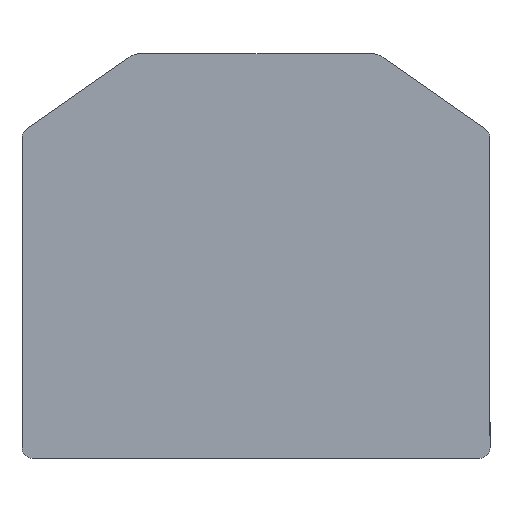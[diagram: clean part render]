
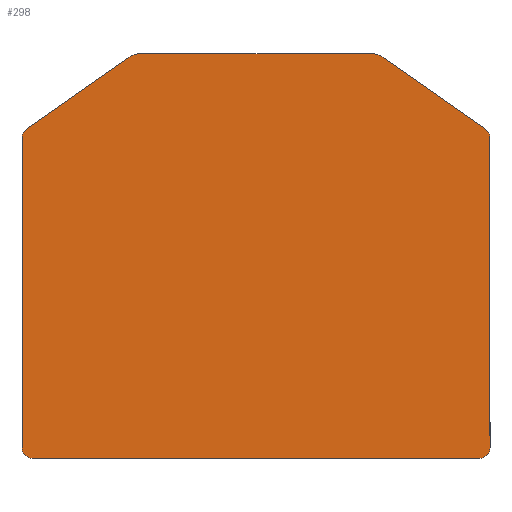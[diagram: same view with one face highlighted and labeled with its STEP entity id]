
A CAD part, top view. The second image highlights one B-rep face of the part: STEP entity #298.
In plain terms, the highlighted planar face has unit normal (0, 0, 1).
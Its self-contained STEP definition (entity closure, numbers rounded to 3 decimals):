
#16 = DIRECTION ( 'NONE',  ( 1., 0., 0. ) ) ;
#18 = EDGE_CURVE ( 'NONE', #433, #116, #64, .T. ) ;
#38 = CARTESIAN_POINT ( 'NONE',  ( -21.35, 0., 1.4 ) ) ;
#45 = VECTOR ( 'NONE', #317, 1000. ) ;
#47 = DIRECTION ( 'NONE',  ( -1., 0., 0. ) ) ;
#50 = LINE ( 'NONE', #38, #261 ) ;
#53 = DIRECTION ( 'NONE',  ( 0., 0., -1. ) ) ;
#54 = VERTEX_POINT ( 'NONE', #432 ) ;
#57 = VECTOR ( 'NONE', #268, 1000. ) ;
#58 = CARTESIAN_POINT ( 'NONE',  ( 21.35, 30.621, 1.4 ) ) ;
#59 = VERTEX_POINT ( 'NONE', #420 ) ;
#60 = CARTESIAN_POINT ( 'NONE',  ( 21.924, 31.44, 1.4 ) ) ;
#62 = CIRCLE ( 'NONE', #414, 1. ) ;
#64 = LINE ( 'NONE', #416, #81 ) ;
#65 = AXIS2_PLACEMENT_3D ( 'NONE', #85, #82, #68 ) ;
#68 = DIRECTION ( 'NONE',  ( -1., 0., 0. ) ) ;
#71 = CIRCLE ( 'NONE', #65, 1. ) ;
#72 = CIRCLE ( 'NONE', #156, 1. ) ;
#81 = VECTOR ( 'NONE', #419, 1000. ) ;
#82 = DIRECTION ( 'NONE',  ( 0., 0., -1. ) ) ;
#85 = CARTESIAN_POINT ( 'NONE',  ( -21.35, 1., 1.4 ) ) ;
#86 = AXIS2_PLACEMENT_3D ( 'NONE', #310, #304, #299 ) ;
#87 = AXIS2_PLACEMENT_3D ( 'NONE', #341, #338, #337 ) ;
#89 = ORIENTED_EDGE ( 'NONE', *, *, #332, .T. ) ;
#91 = EDGE_CURVE ( 'NONE', #398, #59, #121, .T. ) ;
#94 = FACE_OUTER_BOUND ( 'NONE', #445, .T. ) ;
#96 = ORIENTED_EDGE ( 'NONE', *, *, #91, .T. ) ;
#103 = EDGE_CURVE ( 'NONE', #398, #54, #471, .T. ) ;
#106 = ORIENTED_EDGE ( 'NONE', *, *, #259, .T. ) ;
#108 = EDGE_CURVE ( 'NONE', #131, #138, #401, .T. ) ;
#110 = VERTEX_POINT ( 'NONE', #329 ) ;
#112 = VERTEX_POINT ( 'NONE', #360 ) ;
#116 = VERTEX_POINT ( 'NONE', #319 ) ;
#118 = VERTEX_POINT ( 'NONE', #276 ) ;
#121 = LINE ( 'NONE', #426, #186 ) ;
#131 = VERTEX_POINT ( 'NONE', #218 ) ;
#132 = VERTEX_POINT ( 'NONE', #321 ) ;
#137 = EDGE_CURVE ( 'NONE', #433, #59, #72, .T. ) ;
#138 = VERTEX_POINT ( 'NONE', #196 ) ;
#156 = AXIS2_PLACEMENT_3D ( 'NONE', #195, #194, #191 ) ;
#173 = ORIENTED_EDGE ( 'NONE', *, *, #137, .F. ) ;
#186 = VECTOR ( 'NONE', #409, 1000. ) ;
#191 = DIRECTION ( 'NONE',  ( -1., 0., 0. ) ) ;
#193 = EDGE_CURVE ( 'NONE', #112, #116, #71, .T. ) ;
#194 = DIRECTION ( 'NONE',  ( 0., 0., -1. ) ) ;
#195 = CARTESIAN_POINT ( 'NONE',  ( -21.35, 30.621, 1.4 ) ) ;
#196 = CARTESIAN_POINT ( 'NONE',  ( 11.009, 38.641, 1.4 ) ) ;
#197 = ORIENTED_EDGE ( 'NONE', *, *, #465, .F. ) ;
#199 = EDGE_CURVE ( 'NONE', #231, #118, #263, .T. ) ;
#200 = ORIENTED_EDGE ( 'NONE', *, *, #193, .F. ) ;
#203 = ORIENTED_EDGE ( 'NONE', *, *, #473, .T. ) ;
#218 = CARTESIAN_POINT ( 'NONE',  ( 12.156, 38.279, 1.4 ) ) ;
#231 = VERTEX_POINT ( 'NONE', #60 ) ;
#238 = AXIS2_PLACEMENT_3D ( 'NONE', #58, #53, #47 ) ;
#250 = DIRECTION ( 'NONE',  ( -1., 0., 0. ) ) ;
#251 = DIRECTION ( 'NONE',  ( 0., 0., -1. ) ) ;
#252 = CARTESIAN_POINT ( 'NONE',  ( 21.35, 1., 1.4 ) ) ;
#255 = DIRECTION ( 'NONE',  ( 0., 1., 0. ) ) ;
#256 = CARTESIAN_POINT ( 'NONE',  ( 22.35, 1., 1.4 ) ) ;
#259 = EDGE_CURVE ( 'NONE', #112, #132, #50, .T. ) ;
#261 = VECTOR ( 'NONE', #16, 1000. ) ;
#263 = CIRCLE ( 'NONE', #238, 1. ) ;
#264 = CARTESIAN_POINT ( 'NONE',  ( 11.009, 38.641, 1.4 ) ) ;
#265 = ORIENTED_EDGE ( 'NONE', *, *, #18, .T. ) ;
#268 = DIRECTION ( 'NONE',  ( -1., 0., 0. ) ) ;
#276 = CARTESIAN_POINT ( 'NONE',  ( 22.35, 30.621, 1.4 ) ) ;
#277 = CARTESIAN_POINT ( 'NONE',  ( -22.35, 30.621, 1.4 ) ) ;
#298 = ADVANCED_FACE ( 'NONE', ( #94 ), #351, .T. ) ;
#299 = DIRECTION ( 'NONE',  ( -1., 0., 0. ) ) ;
#304 = DIRECTION ( 'NONE',  ( 0., 0., 1. ) ) ;
#310 = CARTESIAN_POINT ( 'NONE',  ( 11.009, 36.641, 1.4 ) ) ;
#315 = CARTESIAN_POINT ( 'NONE',  ( -12.156, 38.279, 1.4 ) ) ;
#316 = CARTESIAN_POINT ( 'NONE',  ( 21.924, 31.44, 1.4 ) ) ;
#317 = DIRECTION ( 'NONE',  ( -0.819, 0.574, 0. ) ) ;
#319 = CARTESIAN_POINT ( 'NONE',  ( -22.35, 1., 1.4 ) ) ;
#321 = CARTESIAN_POINT ( 'NONE',  ( 21.35, 0., 1.4 ) ) ;
#329 = CARTESIAN_POINT ( 'NONE',  ( 22.35, 1., 1.4 ) ) ;
#332 = EDGE_CURVE ( 'NONE', #231, #131, #440, .T. ) ;
#334 = DIRECTION ( 'NONE',  ( 1., 0., 0. ) ) ;
#335 = DIRECTION ( 'NONE',  ( 0., 0., 1. ) ) ;
#337 = DIRECTION ( 'NONE',  ( -1., 0., 0. ) ) ;
#338 = DIRECTION ( 'NONE',  ( 0., 0., -1. ) ) ;
#341 = CARTESIAN_POINT ( 'NONE',  ( -11.009, 36.641, 1.4 ) ) ;
#347 = CARTESIAN_POINT ( 'NONE',  ( 11.009, 36.641, 1.4 ) ) ;
#351 = PLANE ( 'NONE',  #442 ) ;
#359 = ORIENTED_EDGE ( 'NONE', *, *, #108, .T. ) ;
#360 = CARTESIAN_POINT ( 'NONE',  ( -21.35, 0., 1.4 ) ) ;
#398 = VERTEX_POINT ( 'NONE', #315 ) ;
#401 = CIRCLE ( 'NONE', #86, 2. ) ;
#405 = LINE ( 'NONE', #264, #57 ) ;
#407 = ORIENTED_EDGE ( 'NONE', *, *, #462, .T. ) ;
#409 = DIRECTION ( 'NONE',  ( -0.819, -0.574, 0. ) ) ;
#414 = AXIS2_PLACEMENT_3D ( 'NONE', #252, #251, #250 ) ;
#416 = CARTESIAN_POINT ( 'NONE',  ( -22.35, 30.621, 1.4 ) ) ;
#419 = DIRECTION ( 'NONE',  ( 0., -1., 0. ) ) ;
#420 = CARTESIAN_POINT ( 'NONE',  ( -21.924, 31.44, 1.4 ) ) ;
#421 = ORIENTED_EDGE ( 'NONE', *, *, #103, .F. ) ;
#426 = CARTESIAN_POINT ( 'NONE',  ( -12.156, 38.279, 1.4 ) ) ;
#432 = CARTESIAN_POINT ( 'NONE',  ( -11.009, 38.641, 1.4 ) ) ;
#433 = VERTEX_POINT ( 'NONE', #277 ) ;
#440 = LINE ( 'NONE', #316, #45 ) ;
#442 = AXIS2_PLACEMENT_3D ( 'NONE', #347, #335, #334 ) ;
#445 = EDGE_LOOP ( 'NONE', ( #448, #89, #359, #407, #421, #96, #173, #265, #200, #106, #197, #203 ) ) ;
#446 = VECTOR ( 'NONE', #255, 1000. ) ;
#448 = ORIENTED_EDGE ( 'NONE', *, *, #199, .F. ) ;
#462 = EDGE_CURVE ( 'NONE', #138, #54, #405, .T. ) ;
#465 = EDGE_CURVE ( 'NONE', #110, #132, #62, .T. ) ;
#471 = CIRCLE ( 'NONE', #87, 2. ) ;
#473 = EDGE_CURVE ( 'NONE', #110, #118, #477, .T. ) ;
#477 = LINE ( 'NONE', #256, #446 ) ;
